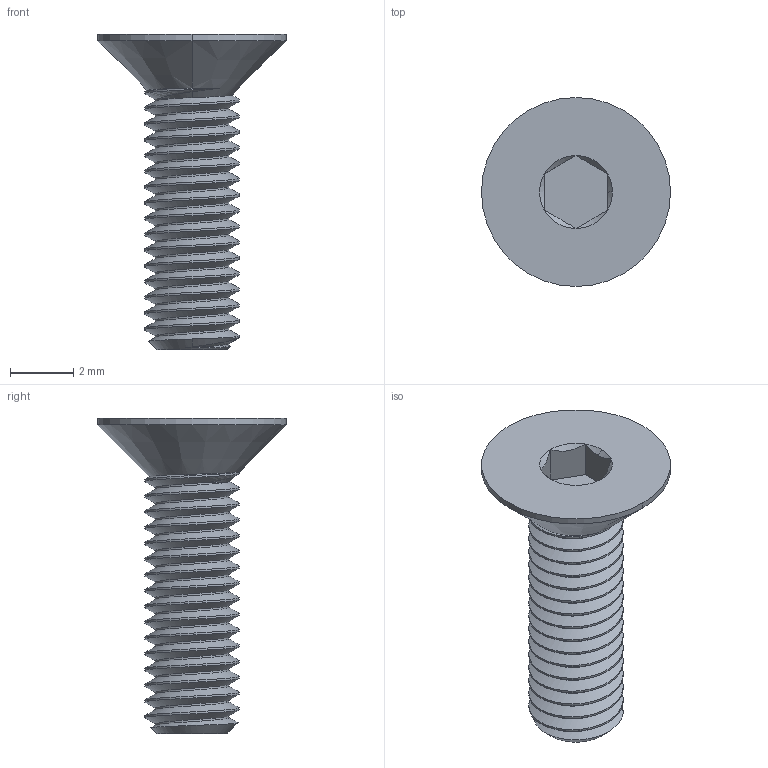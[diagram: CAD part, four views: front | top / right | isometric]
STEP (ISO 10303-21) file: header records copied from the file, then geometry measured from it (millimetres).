
FILE_DESCRIPTION (( 'STEP AP203' ), '1' );
FILE_NAME ('92125A130.step', '2014-02-20T13:45:27', ( 'Admin' ), ( 'Microsoft' ), 'SwSTEP 2.0', 'SolidWorks 2012', '' );
FILE_SCHEMA (( 'CONFIG_CONTROL_DESIGN' ));
Length unit declared in the file: millimetre
Products named in the file (1): 92125A130
Bounding box: 6 x 6 x 10 mm (x, y, z)
Volume: 73.1 mm3; surface area: 194.9 mm2
Topology: 1 solids, 1 shells, 92 faces, 251 edges, 162 vertices
Faces by surface type: cylinder 68, cone 13, plane 9, bspline 2
Entity records: 4414 total; most frequent: CARTESIAN_POINT 2429, ORIENTED_EDGE 502, DIRECTION 305, EDGE_CURVE 251, VERTEX_POINT 162, AXIS2_PLACEMENT_3D 110, EDGE_LOOP 93, FACE_OUTER_BOUND 92
